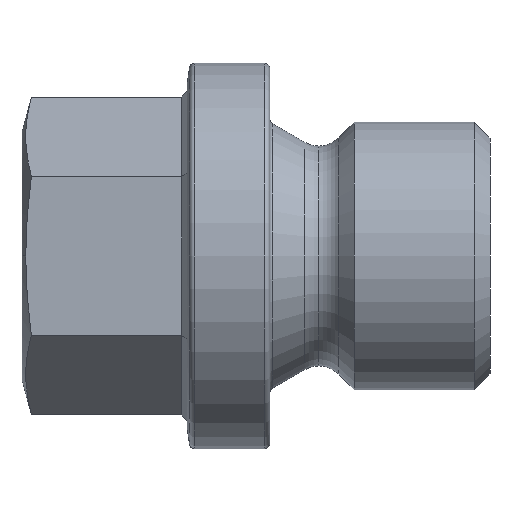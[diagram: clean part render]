
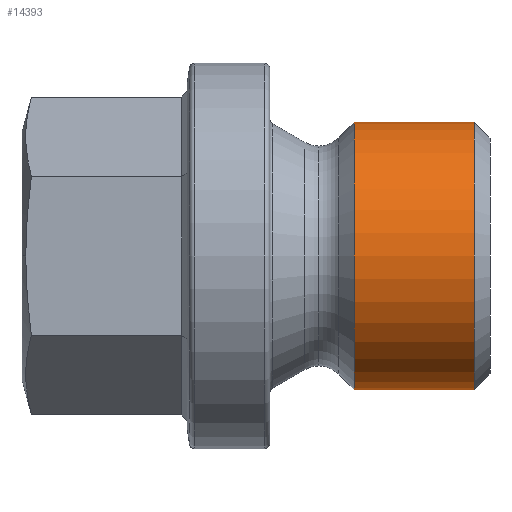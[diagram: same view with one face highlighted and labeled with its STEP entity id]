
A CAD part, front view. The second image highlights one B-rep face of the part: STEP entity #14393.
In plain terms, the highlighted cylindrical face has radius 4.865 mm (diameter 9.73 mm), a partial arc.
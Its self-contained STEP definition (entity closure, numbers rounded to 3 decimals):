
#780 = CIRCLE ( 'NONE', #11593, 4.865 ) ;
#1021 = DIRECTION ( 'NONE',  ( 0., 0., 1. ) ) ;
#1706 = EDGE_CURVE ( 'NONE', #8634, #7962, #2794, .T. ) ;
#1772 = AXIS2_PLACEMENT_3D ( 'NONE', #15887, #6159, #7566 ) ;
#2230 = EDGE_LOOP ( 'NONE', ( #15908, #6278, #17761, #10014 ) ) ;
#2277 = DIRECTION ( 'NONE',  ( -1., 0., 0. ) ) ;
#2367 = CARTESIAN_POINT ( 'NONE',  ( 3.067, 0., 4.865 ) ) ;
#2794 = CIRCLE ( 'NONE', #1772, 4.865 ) ;
#3016 = VERTEX_POINT ( 'NONE', #2367 ) ;
#3257 = CARTESIAN_POINT ( 'NONE',  ( -23.608, 0., -4.865 ) ) ;
#3773 = CARTESIAN_POINT ( 'NONE',  ( -23.608, 0., 4.865 ) ) ;
#4251 = CARTESIAN_POINT ( 'NONE',  ( 3.067, 0., -4.865 ) ) ;
#5276 = CARTESIAN_POINT ( 'NONE',  ( 7.42, 0., 4.865 ) ) ;
#5931 = EDGE_CURVE ( 'NONE', #7962, #3016, #9624, .T. ) ;
#6159 = DIRECTION ( 'NONE',  ( -1., 0., 0. ) ) ;
#6173 = EDGE_CURVE ( 'NONE', #14907, #3016, #780, .T. ) ;
#6278 = ORIENTED_EDGE ( 'NONE', *, *, #1706, .T. ) ;
#7566 = DIRECTION ( 'NONE',  ( 0., 0., 1. ) ) ;
#7962 = VERTEX_POINT ( 'NONE', #5276 ) ;
#8013 = VECTOR ( 'NONE', #10190, 1000. ) ;
#8634 = VERTEX_POINT ( 'NONE', #11289 ) ;
#9260 = CARTESIAN_POINT ( 'NONE',  ( -23.608, 0., 0. ) ) ;
#9624 = LINE ( 'NONE', #3773, #12405 ) ;
#9900 = FACE_OUTER_BOUND ( 'NONE', #2230, .T. ) ;
#10014 = ORIENTED_EDGE ( 'NONE', *, *, #6173, .F. ) ;
#10190 = DIRECTION ( 'NONE',  ( -1., 0., 0. ) ) ;
#10604 = CARTESIAN_POINT ( 'NONE',  ( 3.067, 0., 0. ) ) ;
#10806 = DIRECTION ( 'NONE',  ( -1., 0., 0. ) ) ;
#11289 = CARTESIAN_POINT ( 'NONE',  ( 7.42, 0., -4.865 ) ) ;
#11593 = AXIS2_PLACEMENT_3D ( 'NONE', #10604, #11800, #1021 ) ;
#11800 = DIRECTION ( 'NONE',  ( -1., 0., 0. ) ) ;
#11831 = CYLINDRICAL_SURFACE ( 'NONE', #12309, 4.865 ) ;
#12309 = AXIS2_PLACEMENT_3D ( 'NONE', #9260, #2277, #14685 ) ;
#12405 = VECTOR ( 'NONE', #10806, 1000. ) ;
#13225 = EDGE_CURVE ( 'NONE', #8634, #14907, #14443, .T. ) ;
#14393 = ADVANCED_FACE ( 'NONE', ( #9900 ), #11831, .T. ) ;
#14443 = LINE ( 'NONE', #3257, #8013 ) ;
#14685 = DIRECTION ( 'NONE',  ( 0., 0., 1. ) ) ;
#14907 = VERTEX_POINT ( 'NONE', #4251 ) ;
#15887 = CARTESIAN_POINT ( 'NONE',  ( 7.42, 0., 0. ) ) ;
#15908 = ORIENTED_EDGE ( 'NONE', *, *, #13225, .F. ) ;
#17761 = ORIENTED_EDGE ( 'NONE', *, *, #5931, .T. ) ;
